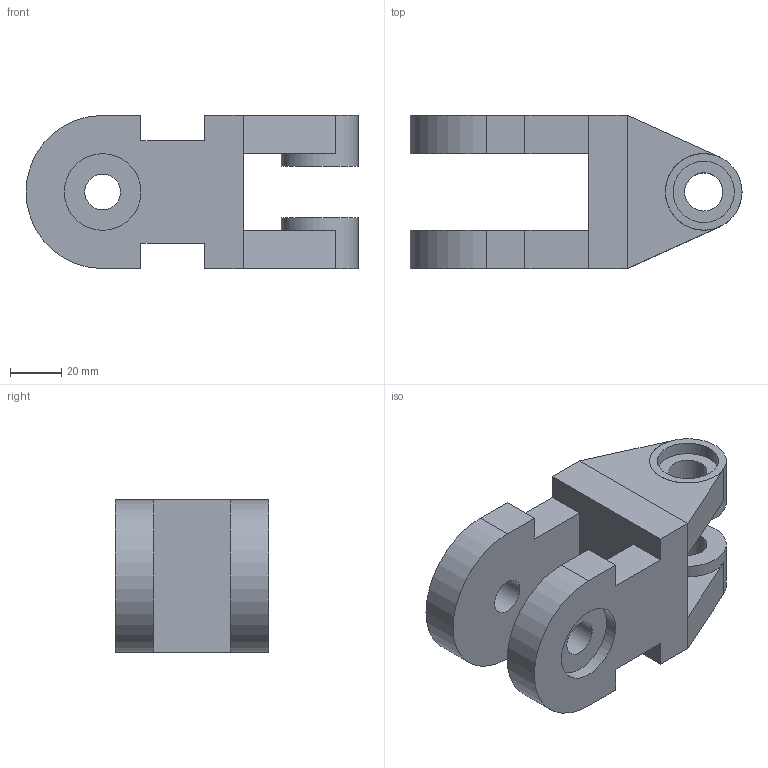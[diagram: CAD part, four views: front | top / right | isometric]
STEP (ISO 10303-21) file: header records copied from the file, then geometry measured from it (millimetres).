
FILE_DESCRIPTION(/* description */ (''),/* implementation_level */ '2;1');
FILE_NAME(/* name */ '0afdc07d-531b-4ab6-8278-fa7f6c4789cd.stp',/* time_stamp */ '2025-08-22T18:12:50Z',/* author */ (''),/* organization */ (''),/* preprocessor_version */ 'ST-DEVELOPER v20.1',/* originating_system */ 'Autodesk Translation Framework v14.17.0.0',/* authorisation */ '');
FILE_SCHEMA (('AUTOMOTIVE_DESIGN { 1 0 10303 214 3 1 1 }'));
Length unit declared in the file: millimetre
Products named in the file (1): practiceCad
Bounding box: 130 x 60 x 60 mm (x, y, z)
Volume: 193106.9 mm3; surface area: 48109.2 mm2
Topology: 5 solids, 5 shells, 52 faces, 114 edges, 76 vertices
Faces by surface type: plane 38, cylinder 14
Full cylindrical faces by diameter (mm): 14 x2, 15 x2, 24 x2, 30 x4
Entity records: 1471 total; most frequent: DIRECTION 248, CARTESIAN_POINT 243, ORIENTED_EDGE 228, EDGE_CURVE 114, LINE 86, VECTOR 86, AXIS2_PLACEMENT_3D 81, VERTEX_POINT 76
